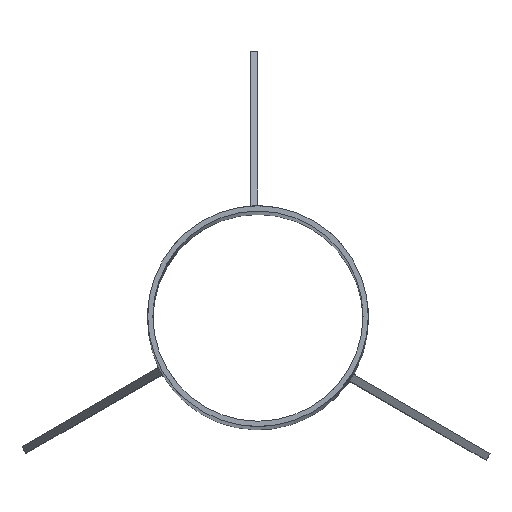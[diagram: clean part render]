
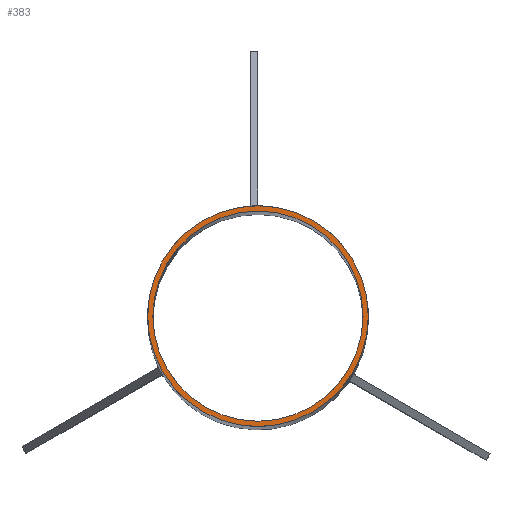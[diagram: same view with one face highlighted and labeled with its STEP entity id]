
A CAD part, top view. The second image highlights one B-rep face of the part: STEP entity #383.
In plain terms, the highlighted planar face has unit normal (0, 0, 1).
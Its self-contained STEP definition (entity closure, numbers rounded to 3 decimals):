
#1 = DIRECTION ( 'NONE',  ( 0., 0., 1. ) ) ;
#9 = AXIS2_PLACEMENT_3D ( 'NONE', #2641, #560, #2887 ) ;
#103 = ORIENTED_EDGE ( 'NONE', *, *, #1615, .T. ) ;
#165 = CARTESIAN_POINT ( 'NONE',  ( 0., 0., 750. ) ) ;
#383 = ADVANCED_FACE ( 'NONE', ( #3201, #593 ), #2633, .T. ) ;
#456 = DIRECTION ( 'NONE',  ( 1., 0., 0. ) ) ;
#560 = DIRECTION ( 'NONE',  ( 0., 0., 1. ) ) ;
#593 = FACE_BOUND ( 'NONE', #2896, .T. ) ;
#864 = CARTESIAN_POINT ( 'NONE',  ( 40., 0., 750. ) ) ;
#900 = DIRECTION ( 'NONE',  ( 0., 0., 1. ) ) ;
#951 = CARTESIAN_POINT ( 'NONE',  ( -42., 0., 750. ) ) ;
#981 = CARTESIAN_POINT ( 'NONE',  ( 0., 0., 750. ) ) ;
#1061 = ORIENTED_EDGE ( 'NONE', *, *, #2030, .F. ) ;
#1175 = VERTEX_POINT ( 'NONE', #1590 ) ;
#1183 = DIRECTION ( 'NONE',  ( 1., 0., 0. ) ) ;
#1379 = AXIS2_PLACEMENT_3D ( 'NONE', #1754, #1, #1183 ) ;
#1590 = CARTESIAN_POINT ( 'NONE',  ( 42., 0., 750. ) ) ;
#1591 = CIRCLE ( 'NONE', #3710, 42. ) ;
#1615 = EDGE_CURVE ( 'NONE', #2397, #1175, #1591, .T. ) ;
#1648 = EDGE_LOOP ( 'NONE', ( #103, #1825 ) ) ;
#1754 = CARTESIAN_POINT ( 'NONE',  ( 0., 0., 750. ) ) ;
#1825 = ORIENTED_EDGE ( 'NONE', *, *, #2280, .T. ) ;
#1845 = DIRECTION ( 'NONE',  ( 0., 0., 1. ) ) ;
#1900 = CARTESIAN_POINT ( 'NONE',  ( -40., 0., 750. ) ) ;
#2030 = EDGE_CURVE ( 'NONE', #2497, #2773, #2177, .T. ) ;
#2177 = CIRCLE ( 'NONE', #2835, 40. ) ;
#2237 = DIRECTION ( 'NONE',  ( 0., 0., 1. ) ) ;
#2280 = EDGE_CURVE ( 'NONE', #1175, #2397, #3378, .T. ) ;
#2397 = VERTEX_POINT ( 'NONE', #951 ) ;
#2497 = VERTEX_POINT ( 'NONE', #864 ) ;
#2633 = PLANE ( 'NONE',  #1379 ) ;
#2641 = CARTESIAN_POINT ( 'NONE',  ( 0., 0., 750. ) ) ;
#2710 = DIRECTION ( 'NONE',  ( 1., 0., 0. ) ) ;
#2773 = VERTEX_POINT ( 'NONE', #1900 ) ;
#2793 = EDGE_CURVE ( 'NONE', #2773, #2497, #3073, .T. ) ;
#2807 = CARTESIAN_POINT ( 'NONE',  ( 0., 0., 750. ) ) ;
#2835 = AXIS2_PLACEMENT_3D ( 'NONE', #165, #1845, #2710 ) ;
#2887 = DIRECTION ( 'NONE',  ( 1., 0., 0. ) ) ;
#2896 = EDGE_LOOP ( 'NONE', ( #3577, #1061 ) ) ;
#3073 = CIRCLE ( 'NONE', #9, 40. ) ;
#3195 = AXIS2_PLACEMENT_3D ( 'NONE', #2807, #2237, #456 ) ;
#3201 = FACE_OUTER_BOUND ( 'NONE', #1648, .T. ) ;
#3378 = CIRCLE ( 'NONE', #3195, 42. ) ;
#3528 = DIRECTION ( 'NONE',  ( 1., 0., 0. ) ) ;
#3577 = ORIENTED_EDGE ( 'NONE', *, *, #2793, .F. ) ;
#3710 = AXIS2_PLACEMENT_3D ( 'NONE', #981, #900, #3528 ) ;
